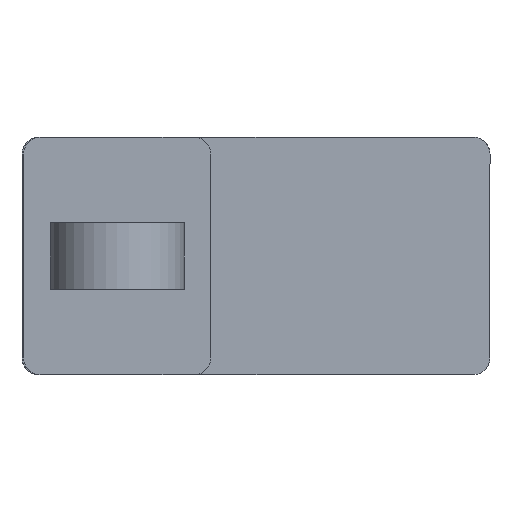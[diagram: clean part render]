
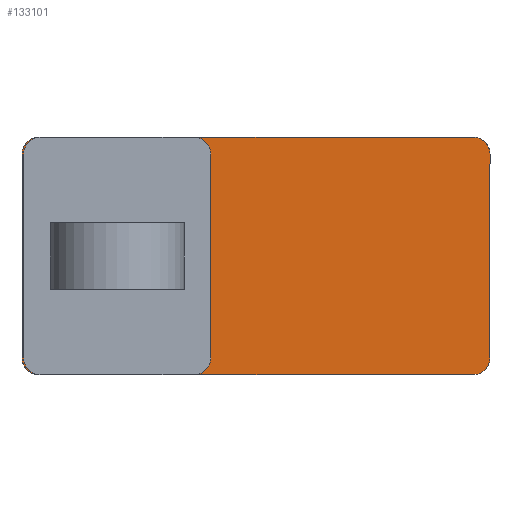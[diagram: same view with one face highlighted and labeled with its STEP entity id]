
A CAD part, front view. The second image highlights one B-rep face of the part: STEP entity #133101.
In plain terms, the highlighted face is planar.
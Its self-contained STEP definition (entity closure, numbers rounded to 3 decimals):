
#606 = AXIS2_PLACEMENT_3D ( 'NONE', #137496, #97840, #21975 ) ;
#4848 = EDGE_CURVE ( 'NONE', #37435, #18782, #89590, .T. ) ;
#5144 = ORIENTED_EDGE ( 'NONE', *, *, #40919, .T. ) ;
#8200 = CARTESIAN_POINT ( 'NONE',  ( -61., -224.001, -177. ) ) ;
#14123 = CIRCLE ( 'NONE', #61900, 10.001 ) ;
#16319 = DIRECTION ( 'NONE',  ( 0., 0., -1. ) ) ;
#17853 = ORIENTED_EDGE ( 'NONE', *, *, #137739, .T. ) ;
#18294 = VECTOR ( 'NONE', #29617, 1000. ) ;
#18782 = VERTEX_POINT ( 'NONE', #161474 ) ;
#20665 = CARTESIAN_POINT ( 'NONE',  ( -71.001, 46., -177. ) ) ;
#20855 = ORIENTED_EDGE ( 'NONE', *, *, #4848, .T. ) ;
#21284 = ORIENTED_EDGE ( 'NONE', *, *, #142342, .T. ) ;
#21975 = DIRECTION ( 'NONE',  ( -1., 0., 0. ) ) ;
#27859 = PLANE ( 'NONE',  #142952 ) ;
#29617 = DIRECTION ( 'NONE',  ( 1., 0., 0. ) ) ;
#30946 = DIRECTION ( 'NONE',  ( -1., 0., 0. ) ) ;
#37435 = VERTEX_POINT ( 'NONE', #37515 ) ;
#37515 = CARTESIAN_POINT ( 'NONE',  ( 61., 56.001, -177. ) ) ;
#38313 = LINE ( 'NONE', #135227, #136713 ) ;
#39059 = CARTESIAN_POINT ( 'NONE',  ( 71.001, -214., -177. ) ) ;
#40615 = EDGE_CURVE ( 'NONE', #58699, #147364, #97943, .T. ) ;
#40919 = EDGE_CURVE ( 'NONE', #147364, #121072, #131779, .T. ) ;
#40952 = CARTESIAN_POINT ( 'NONE',  ( 61., -224.001, -177. ) ) ;
#44147 = CARTESIAN_POINT ( 'NONE',  ( -71.001, -214., -177. ) ) ;
#45467 = DIRECTION ( 'NONE',  ( 0., 0., -1. ) ) ;
#45584 = EDGE_LOOP ( 'NONE', ( #17853, #174101, #5144, #21284, #54377, #59621, #20855, #67731 ) ) ;
#48509 = VERTEX_POINT ( 'NONE', #39059 ) ;
#50519 = CARTESIAN_POINT ( 'NONE',  ( -61., 56.001, -177. ) ) ;
#52428 = DIRECTION ( 'NONE',  ( 0., -1., 0. ) ) ;
#53024 = AXIS2_PLACEMENT_3D ( 'NONE', #126554, #62178, #74512 ) ;
#54377 = ORIENTED_EDGE ( 'NONE', *, *, #103269, .T. ) ;
#57798 = FACE_OUTER_BOUND ( 'NONE', #45584, .T. ) ;
#58699 = VERTEX_POINT ( 'NONE', #40952 ) ;
#59621 = ORIENTED_EDGE ( 'NONE', *, *, #76058, .T. ) ;
#59955 = DIRECTION ( 'NONE',  ( 0., 1., 0. ) ) ;
#61900 = AXIS2_PLACEMENT_3D ( 'NONE', #165337, #45467, #124791 ) ;
#62098 = VERTEX_POINT ( 'NONE', #50519 ) ;
#62178 = DIRECTION ( 'NONE',  ( 0., 0., -1. ) ) ;
#64201 = EDGE_CURVE ( 'NONE', #18782, #48509, #38313, .T. ) ;
#67470 = DIRECTION ( 'NONE',  ( -1., 0., 0. ) ) ;
#67731 = ORIENTED_EDGE ( 'NONE', *, *, #64201, .T. ) ;
#74512 = DIRECTION ( 'NONE',  ( -1., 0., 0. ) ) ;
#75476 = AXIS2_PLACEMENT_3D ( 'NONE', #151195, #16319, #67470 ) ;
#76058 = EDGE_CURVE ( 'NONE', #62098, #37435, #150380, .T. ) ;
#89590 = CIRCLE ( 'NONE', #75476, 10.001 ) ;
#89943 = VECTOR ( 'NONE', #59955, 1000. ) ;
#97840 = DIRECTION ( 'NONE',  ( 0., 0., -1. ) ) ;
#97904 = LINE ( 'NONE', #44147, #89943 ) ;
#97943 = LINE ( 'NONE', #151728, #165488 ) ;
#103269 = EDGE_CURVE ( 'NONE', #161042, #62098, #169448, .T. ) ;
#121072 = VERTEX_POINT ( 'NONE', #156574 ) ;
#123009 = DIRECTION ( 'NONE',  ( -1., 0., 0. ) ) ;
#124791 = DIRECTION ( 'NONE',  ( -1., 0., 0. ) ) ;
#126554 = CARTESIAN_POINT ( 'NONE',  ( -61., -214., -177. ) ) ;
#131779 = CIRCLE ( 'NONE', #53024, 10.001 ) ;
#133101 = ADVANCED_FACE ( 'NONE', ( #57798 ), #27859, .T. ) ;
#135227 = CARTESIAN_POINT ( 'NONE',  ( 71.001, 46., -177. ) ) ;
#136713 = VECTOR ( 'NONE', #52428, 1000. ) ;
#137124 = DIRECTION ( 'NONE',  ( 0., 0., -1. ) ) ;
#137496 = CARTESIAN_POINT ( 'NONE',  ( -61., 46., -177. ) ) ;
#137739 = EDGE_CURVE ( 'NONE', #48509, #58699, #14123, .T. ) ;
#142342 = EDGE_CURVE ( 'NONE', #121072, #161042, #97904, .T. ) ;
#142952 = AXIS2_PLACEMENT_3D ( 'NONE', #151243, #137124, #123009 ) ;
#147364 = VERTEX_POINT ( 'NONE', #8200 ) ;
#150380 = LINE ( 'NONE', #163586, #18294 ) ;
#151195 = CARTESIAN_POINT ( 'NONE',  ( 61., 46., -177. ) ) ;
#151243 = CARTESIAN_POINT ( 'NONE',  ( 61., -214., -177. ) ) ;
#151728 = CARTESIAN_POINT ( 'NONE',  ( 61., -224.001, -177. ) ) ;
#156574 = CARTESIAN_POINT ( 'NONE',  ( -71.001, -214., -177. ) ) ;
#161042 = VERTEX_POINT ( 'NONE', #20665 ) ;
#161474 = CARTESIAN_POINT ( 'NONE',  ( 71.001, 46., -177. ) ) ;
#163586 = CARTESIAN_POINT ( 'NONE',  ( -61., 56.001, -177. ) ) ;
#165337 = CARTESIAN_POINT ( 'NONE',  ( 61., -214., -177. ) ) ;
#165488 = VECTOR ( 'NONE', #30946, 1000. ) ;
#169448 = CIRCLE ( 'NONE', #606, 10.001 ) ;
#174101 = ORIENTED_EDGE ( 'NONE', *, *, #40615, .T. ) ;
